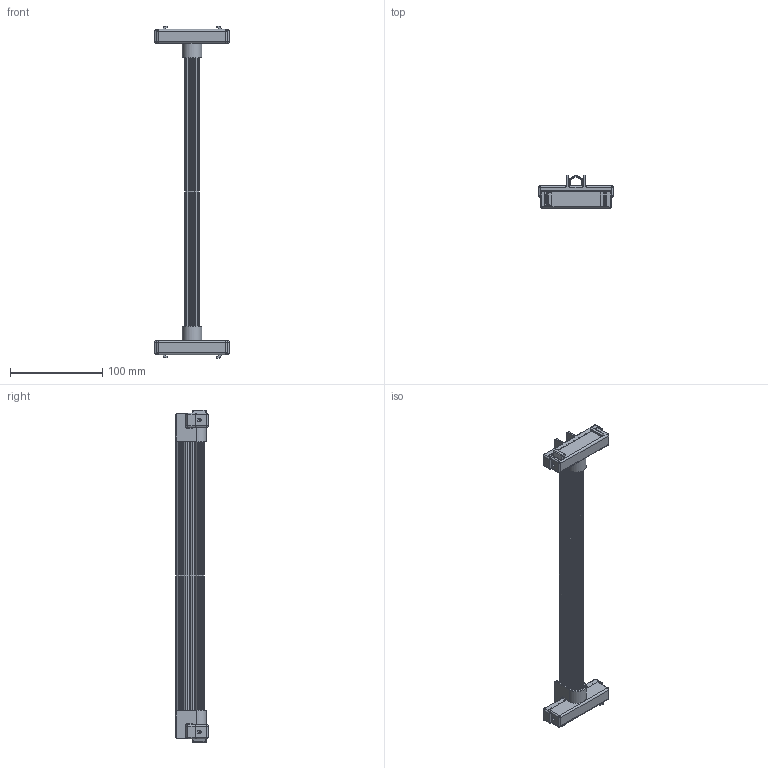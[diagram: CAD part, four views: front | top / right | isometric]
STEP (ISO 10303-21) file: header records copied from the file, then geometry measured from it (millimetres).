
FILE_DESCRIPTION (( 'STEP AP214' ), '1' );
FILE_NAME ('46034214.STEP', '2022-05-27T08:17:35', ( '' ), ( '' ), 'SwSTEP 2.0', 'SolidWorks 2018', '' );
FILE_SCHEMA (( 'AUTOMOTIVE_DESIGN' ));
Length unit declared in the file: millimetre
Products named in the file (9): P040023_CC00851 - CC00854 - TUBO OVAL - 313; P080085; P080089; S25090005C01; DIN 7991 - M5 x 20 --- 14.8N_DIN 7991 - M5 x 20 --- 14.8N; P080087; 46034214; S25090005C02; P080085s
Assembly tree (13 placements, depth 3):
  46034214
    P040023_CC00851 - CC00854 - TUBO OVAL - 313
    S25090005C01
      P080089
      P080087
      P080085
      DIN 7991 - M5 x 20 --- 14.8N_DIN 7991 - M5 x 20 --- 14.8N  x2
    S25090005C02
      P080089
      P080087
      P080085s
      DIN 7991 - M5 x 20 --- 14.8N_DIN 7991 - M5 x 20 --- 14.8N  x2
Bounding box: 81 x 35.5 x 360.4 mm (x, y, z)
Volume: 70204.4 mm3; surface area: 96434.1 mm2
Topology: 11 solids, 11 shells, 1225 faces, 2989 edges, 1668 vertices
Faces by surface type: cylinder 565, plane 334, torus 158, sphere 116, cone 36, bspline 16
Entity records: 25377 total; most frequent: CARTESIAN_POINT 4748, DIRECTION 4697, ORIENTED_EDGE 4052, EDGE_CURVE 2026, AXIS2_PLACEMENT_3D 1848, VERTEX_POINT 1191, LINE 1001, VECTOR 1001
